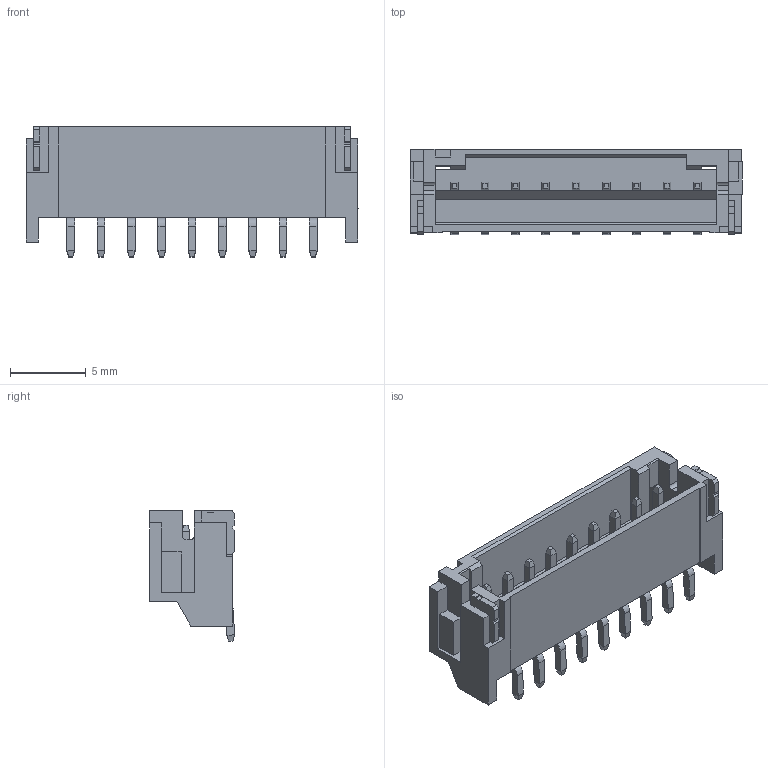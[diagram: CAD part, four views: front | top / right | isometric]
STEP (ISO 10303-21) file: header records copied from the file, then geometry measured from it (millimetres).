
FILE_DESCRIPTION (( 'STEP AP214' ), '1' );
FILE_NAME ('SxBwhite9.STEP', '2023-10-23T15:29:10', ( '' ), ( '' ), 'SwSTEP 2.0', 'SolidWorks 2021', '' );
FILE_SCHEMA (( 'AUTOMOTIVE_DESIGN' ));
Length unit declared in the file: millimetre
Products named in the file (2): SxB-PH-SM4-TB white_9; SxBwhite9
Assembly tree (1 placements, depth 2):
  SxBwhite9
    SxB-PH-SM4-TB white_9
Bounding box: 21.9 x 5.6 x 8.6 mm (x, y, z)
Volume: 357.1 mm3; surface area: 1085.8 mm2
Topology: 12 solids, 12 shells, 341 faces, 889 edges, 568 vertices
Faces by surface type: plane 310, cylinder 31
Entity records: 10402 total; most frequent: CARTESIAN_POINT 1802, ORIENTED_EDGE 1778, DIRECTION 1641, EDGE_CURVE 889, LINE 827, VECTOR 827, VERTEX_POINT 568, AXIS2_PLACEMENT_3D 407
